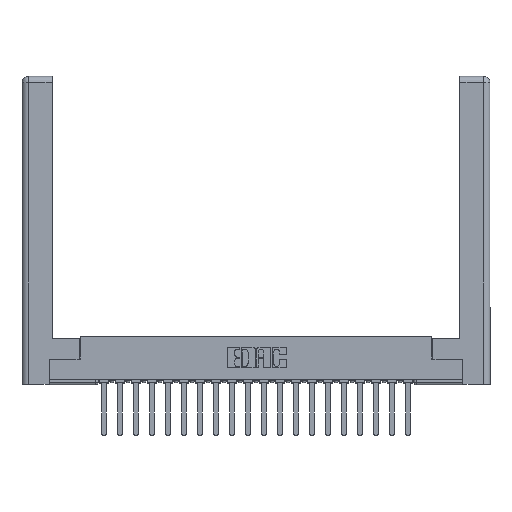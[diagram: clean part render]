
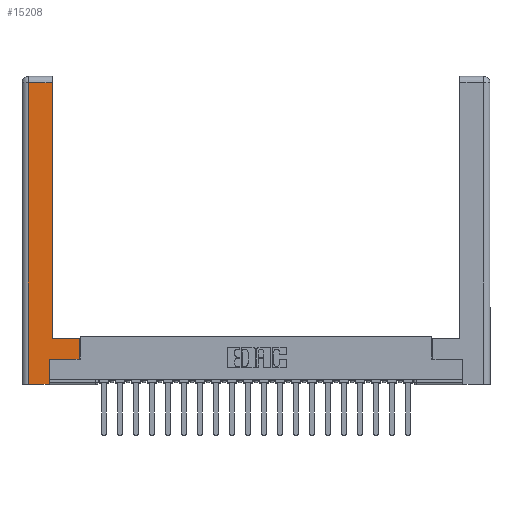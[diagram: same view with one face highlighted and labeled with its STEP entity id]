
A CAD part, top view. The second image highlights one B-rep face of the part: STEP entity #15208.
In plain terms, the highlighted planar face has unit normal (0, 0, 1).
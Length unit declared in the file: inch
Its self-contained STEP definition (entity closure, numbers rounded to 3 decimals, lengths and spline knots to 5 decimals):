
#326 = LINE ( 'NONE', #19357, #11566 ) ;
#396 = VECTOR ( 'NONE', #5895, 39.37008 ) ;
#779 = CARTESIAN_POINT ( 'NONE',  ( 0.295, 0.45, 0. ) ) ;
#1158 = VERTEX_POINT ( 'NONE', #18184 ) ;
#2164 = VECTOR ( 'NONE', #3765, 39.37008 ) ;
#2527 = DIRECTION ( 'NONE',  ( 1., 0., 0. ) ) ;
#3107 = VECTOR ( 'NONE', #20800, 39.37008 ) ;
#3128 = LINE ( 'NONE', #18233, #22404 ) ;
#3469 = VECTOR ( 'NONE', #21431, 39.37008 ) ;
#3610 = CARTESIAN_POINT ( 'NONE',  ( 0.565, 0.45, 0. ) ) ;
#3642 = VERTEX_POINT ( 'NONE', #20683 ) ;
#3765 = DIRECTION ( 'NONE',  ( 0., 1., 0. ) ) ;
#3873 = EDGE_CURVE ( 'NONE', #21525, #20323, #13568, .T. ) ;
#4440 = EDGE_CURVE ( 'NONE', #3642, #13106, #326, .T. ) ;
#5895 = DIRECTION ( 'NONE',  ( 0., 1., 0. ) ) ;
#5999 = CARTESIAN_POINT ( 'NONE',  ( 0.265, 0., 0. ) ) ;
#8135 = CARTESIAN_POINT ( 'NONE',  ( 0., 0., 0. ) ) ;
#8649 = DIRECTION ( 'NONE',  ( 0., -1., 0. ) ) ;
#8883 = EDGE_CURVE ( 'NONE', #10271, #10463, #19182, .T. ) ;
#9435 = ORIENTED_EDGE ( 'NONE', *, *, #15255, .T. ) ;
#9525 = FACE_OUTER_BOUND ( 'NONE', #21722, .T. ) ;
#9833 = CARTESIAN_POINT ( 'NONE',  ( 0.565, 0.45, 0. ) ) ;
#10271 = VERTEX_POINT ( 'NONE', #779 ) ;
#10463 = VERTEX_POINT ( 'NONE', #13485 ) ;
#10596 = VECTOR ( 'NONE', #20964, 39.37008 ) ;
#11566 = VECTOR ( 'NONE', #8649, 39.37008 ) ;
#12530 = CARTESIAN_POINT ( 'NONE',  ( 0.265, 0.245, 0. ) ) ;
#12882 = ORIENTED_EDGE ( 'NONE', *, *, #8883, .T. ) ;
#13106 = VERTEX_POINT ( 'NONE', #21895 ) ;
#13278 = CARTESIAN_POINT ( 'NONE',  ( 0.265, 0., 0. ) ) ;
#13340 = CARTESIAN_POINT ( 'NONE',  ( 0.565, 0.245, 0. ) ) ;
#13355 = EDGE_CURVE ( 'NONE', #1158, #21525, #14830, .T. ) ;
#13485 = CARTESIAN_POINT ( 'NONE',  ( 0.295, 2.94, 0. ) ) ;
#13568 = LINE ( 'NONE', #3610, #3469 ) ;
#13661 = EDGE_CURVE ( 'NONE', #18994, #1158, #17837, .T. ) ;
#13684 = ORIENTED_EDGE ( 'NONE', *, *, #13355, .T. ) ;
#13958 = ORIENTED_EDGE ( 'NONE', *, *, #13661, .T. ) ;
#14059 = LINE ( 'NONE', #13278, #16017 ) ;
#14170 = ORIENTED_EDGE ( 'NONE', *, *, #14924, .T. ) ;
#14479 = EDGE_CURVE ( 'NONE', #13106, #18994, #14059, .T. ) ;
#14650 = ORIENTED_EDGE ( 'NONE', *, *, #4440, .T. ) ;
#14830 = LINE ( 'NONE', #19174, #10596 ) ;
#14924 = EDGE_CURVE ( 'NONE', #10463, #3642, #3128, .T. ) ;
#15208 = ADVANCED_FACE ( 'NONE', ( #9525 ), #20956, .F. ) ;
#15255 = EDGE_CURVE ( 'NONE', #20323, #10271, #16019, .T. ) ;
#15778 = AXIS2_PLACEMENT_3D ( 'NONE', #8135, #22519, #20651 ) ;
#15938 = ORIENTED_EDGE ( 'NONE', *, *, #14479, .T. ) ;
#16017 = VECTOR ( 'NONE', #2527, 39.37008 ) ;
#16019 = LINE ( 'NONE', #22742, #3107 ) ;
#17837 = LINE ( 'NONE', #12530, #2164 ) ;
#18184 = CARTESIAN_POINT ( 'NONE',  ( 0.265, 0.245, 0. ) ) ;
#18233 = CARTESIAN_POINT ( 'NONE',  ( 0.0615, 2.94, 0. ) ) ;
#18901 = ORIENTED_EDGE ( 'NONE', *, *, #3873, .T. ) ;
#18994 = VERTEX_POINT ( 'NONE', #5999 ) ;
#19174 = CARTESIAN_POINT ( 'NONE',  ( 0.565, 0.245, 0. ) ) ;
#19182 = LINE ( 'NONE', #20024, #396 ) ;
#19357 = CARTESIAN_POINT ( 'NONE',  ( 0.0615, 0., 0. ) ) ;
#20024 = CARTESIAN_POINT ( 'NONE',  ( 0.295, 3., 0. ) ) ;
#20323 = VERTEX_POINT ( 'NONE', #9833 ) ;
#20651 = DIRECTION ( 'NONE',  ( -1., 0., 0. ) ) ;
#20683 = CARTESIAN_POINT ( 'NONE',  ( 0.0615, 2.94, 0. ) ) ;
#20800 = DIRECTION ( 'NONE',  ( -1., 0., 0. ) ) ;
#20956 = PLANE ( 'NONE',  #15778 ) ;
#20964 = DIRECTION ( 'NONE',  ( 1., 0., 0. ) ) ;
#21431 = DIRECTION ( 'NONE',  ( 0., 1., 0. ) ) ;
#21525 = VERTEX_POINT ( 'NONE', #13340 ) ;
#21671 = DIRECTION ( 'NONE',  ( -1., 0., 0. ) ) ;
#21722 = EDGE_LOOP ( 'NONE', ( #12882, #14170, #14650, #15938, #13958, #13684, #18901, #9435 ) ) ;
#21895 = CARTESIAN_POINT ( 'NONE',  ( 0.0615, 0., 0. ) ) ;
#22404 = VECTOR ( 'NONE', #21671, 39.37008 ) ;
#22519 = DIRECTION ( 'NONE',  ( 0., 0., -1. ) ) ;
#22742 = CARTESIAN_POINT ( 'NONE',  ( 0.295, 0.45, 0. ) ) ;
